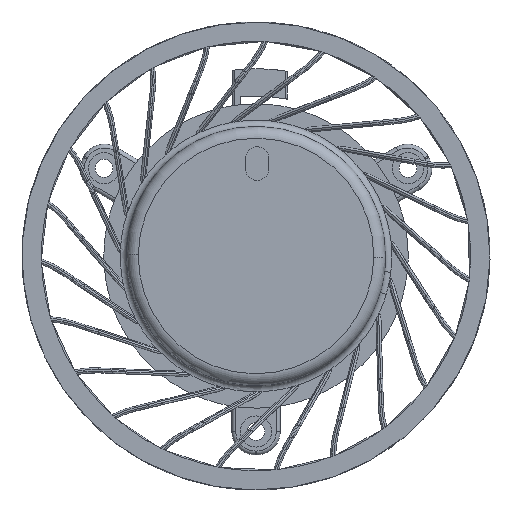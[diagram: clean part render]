
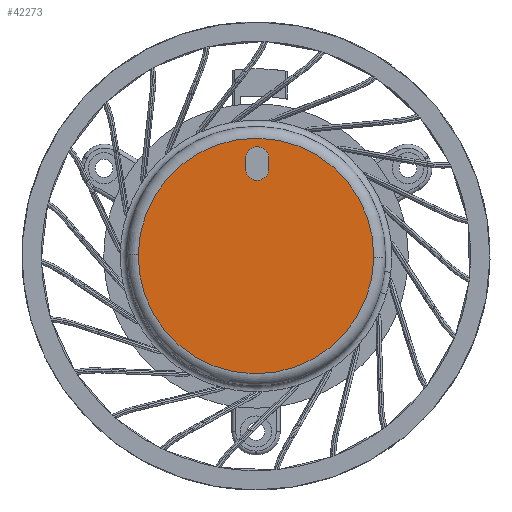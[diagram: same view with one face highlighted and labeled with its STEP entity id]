
A CAD part, left-side view. The second image highlights one B-rep face of the part: STEP entity #42273.
In plain terms, the highlighted face is planar.
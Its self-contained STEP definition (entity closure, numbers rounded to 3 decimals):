
#19576=CARTESIAN_POINT('',(0.,0.,0.));
#19577=DIRECTION('',(0.,0.,-1.));
#19578=DIRECTION('',(-0.006,1.,0.));
#19579=AXIS2_PLACEMENT_3D('',#19576,#19577,#19578);
#19611=CARTESIAN_POINT('',(0.,0.,0.));
#19612=DIRECTION('',(0.,0.,-1.));
#19613=DIRECTION('',(0.006,-1.,0.));
#19614=AXIS2_PLACEMENT_3D('',#19611,#19612,#19613);
#19616=CARTESIAN_POINT('',(0.,0.,0.));
#19617=DIRECTION('',(0.,0.,1.));
#19618=DIRECTION('',(-0.006,1.,0.));
#19619=AXIS2_PLACEMENT_3D('',#19616,#19617,#19618);
#19621=CARTESIAN_POINT('',(0.,0.,0.));
#19622=DIRECTION('',(0.,0.,1.));
#19623=DIRECTION('',(0.006,-1.,0.));
#19624=AXIS2_PLACEMENT_3D('',#19621,#19622,#19623);
#19626=CARTESIAN_POINT('',(12.5,0.,0.));
#19627=DIRECTION('',(0.,0.,-1.));
#19628=DIRECTION('',(0.,1.,0.));
#19629=AXIS2_PLACEMENT_3D('',#19626,#19627,#19628);
#19631=CARTESIAN_POINT('',(11.2,0.,0.));
#19632=DIRECTION('',(0.,0.,-1.));
#19633=DIRECTION('',(0.,-1.,0.));
#19634=AXIS2_PLACEMENT_3D('',#19631,#19632,#19633);
#19644=DIRECTION('',(-1.,0.,0.));
#19645=VECTOR('',#19644,1.3);
#19646=CARTESIAN_POINT('',(12.5,1.5,0.));
#19647=LINE('',#19646,#19645);
#19656=DIRECTION('',(1.,0.,0.));
#19657=VECTOR('',#19656,1.3);
#19658=CARTESIAN_POINT('',(11.2,-1.5,0.));
#19659=LINE('',#19658,#19657);
#22459=CARTESIAN_POINT('',(0.,-15.1,0.));
#22460=VERTEX_POINT('',#22459);
#22461=CARTESIAN_POINT('',(-0.093,15.1,0.));
#22462=VERTEX_POINT('',#22461);
#22463=CARTESIAN_POINT('',(0.,15.1,0.));
#22464=VERTEX_POINT('',#22463);
#22465=CARTESIAN_POINT('',(0.092,-15.1,0.));
#22466=VERTEX_POINT('',#22465);
#22467=CARTESIAN_POINT('',(12.5,1.5,0.));
#22468=CARTESIAN_POINT('',(12.5,-1.5,0.));
#22469=VERTEX_POINT('',#22467);
#22470=VERTEX_POINT('',#22468);
#22471=CARTESIAN_POINT('',(11.2,-1.5,0.));
#22472=VERTEX_POINT('',#22471);
#22473=CARTESIAN_POINT('',(11.2,1.5,0.));
#22474=VERTEX_POINT('',#22473);
#42252=CARTESIAN_POINT('',(0.,0.,0.));
#42253=DIRECTION('',(0.,0.,1.));
#42254=DIRECTION('',(0.,1.,0.));
#42255=AXIS2_PLACEMENT_3D('',#42252,#42253,#42254);
#42256=PLANE('',#42255);
#42257=ORIENTED_EDGE('',*,*,#42226,.F.);
#42258=ORIENTED_EDGE('',*,*,#42224,.T.);
#42259=ORIENTED_EDGE('',*,*,#42246,.F.);
#42260=ORIENTED_EDGE('',*,*,#42244,.T.);
#42261=EDGE_LOOP('',(#42257,#42258,#42259,#42260));
#42262=FACE_OUTER_BOUND('',#42261,.F.);
#42264=ORIENTED_EDGE('',*,*,#42263,.T.);
#42266=ORIENTED_EDGE('',*,*,#42265,.F.);
#42268=ORIENTED_EDGE('',*,*,#42267,.T.);
#42270=ORIENTED_EDGE('',*,*,#42269,.F.);
#42271=EDGE_LOOP('',(#42264,#42266,#42268,#42270));
#42272=FACE_BOUND('',#42271,.F.);
#19580=CIRCLE('',#19579,15.1);
#19615=CIRCLE('',#19614,15.1);
#19620=CIRCLE('',#19619,15.1);
#19625=CIRCLE('',#19624,15.1);
#19630=CIRCLE('',#19629,1.5);
#19635=CIRCLE('',#19634,1.5);
#42224=EDGE_CURVE('',#22462,#22460,#19620,.T.);
#42226=EDGE_CURVE('',#22462,#22464,#19580,.T.);
#42244=EDGE_CURVE('',#22466,#22464,#19625,.T.);
#42246=EDGE_CURVE('',#22466,#22460,#19615,.T.);
#42263=EDGE_CURVE('',#22469,#22470,#19630,.T.);
#42265=EDGE_CURVE('',#22472,#22470,#19659,.T.);
#42267=EDGE_CURVE('',#22472,#22474,#19635,.T.);
#42269=EDGE_CURVE('',#22469,#22474,#19647,.T.);
#42273=ADVANCED_FACE('',(#42262,#42272),#42256,.F.);
